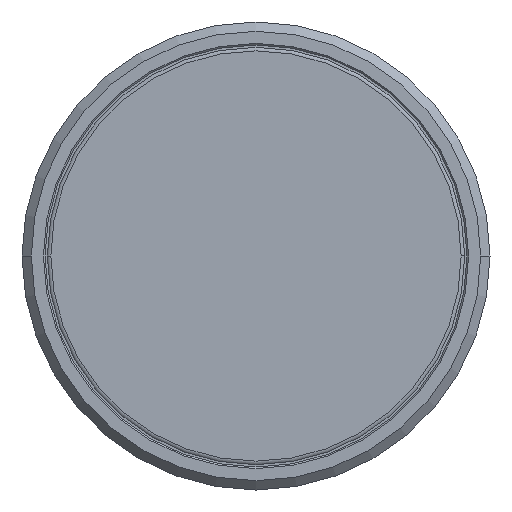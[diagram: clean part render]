
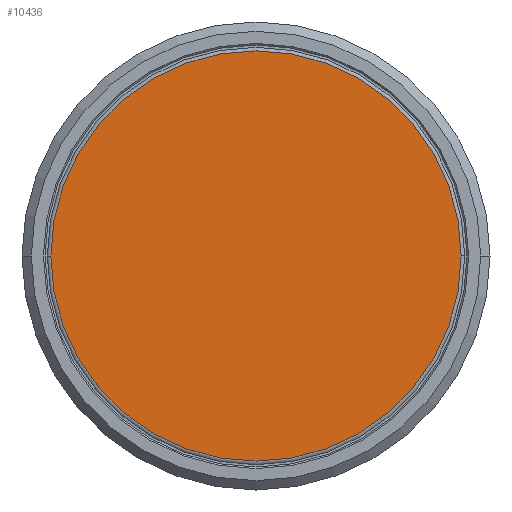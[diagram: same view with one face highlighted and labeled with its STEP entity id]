
A CAD part, front view. The second image highlights one B-rep face of the part: STEP entity #10436.
In plain terms, the highlighted planar face has unit normal (0, -1, 0).
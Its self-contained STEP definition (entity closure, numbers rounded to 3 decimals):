
#3468=CARTESIAN_POINT('',(0.,0.,0.));
#3469=DIRECTION('',(0.,-1.,0.));
#3470=DIRECTION('',(1.,0.,0.));
#3471=AXIS2_PLACEMENT_3D('',#3468,#3469,#3470);
#3478=CARTESIAN_POINT('',(0.,0.,0.));
#3479=DIRECTION('',(0.,-1.,0.));
#3480=DIRECTION('',(-1.,0.,0.));
#3481=AXIS2_PLACEMENT_3D('',#3478,#3479,#3480);
#3523=CARTESIAN_POINT('',(-13.15,0.,
0.));
#3524=VERTEX_POINT('',#3523);
#3525=CARTESIAN_POINT('',(13.15,0.,
0.));
#3526=VERTEX_POINT('',#3525);
#10427=CARTESIAN_POINT('',(0.,0.,0.));
#10428=DIRECTION('',(0.,1.,0.));
#10429=DIRECTION('',(1.,0.,0.));
#10430=AXIS2_PLACEMENT_3D('',#10427,#10428,#10429);
#10431=PLANE('',#10430);
#10432=ORIENTED_EDGE('',*,*,#10393,.F.);
#10433=ORIENTED_EDGE('',*,*,#10414,.F.);
#10434=EDGE_LOOP('',(#10432,#10433));
#10435=FACE_OUTER_BOUND('',#10434,.F.);
#10436=ADVANCED_FACE('',(#10435),#10431,.F.);
#3472=CIRCLE('',#3471,13.15);
#3482=CIRCLE('',#3481,13.15);
#10393=EDGE_CURVE('',#3526,#3524,#3472,.T.);
#10414=EDGE_CURVE('',#3524,#3526,#3482,.T.);
